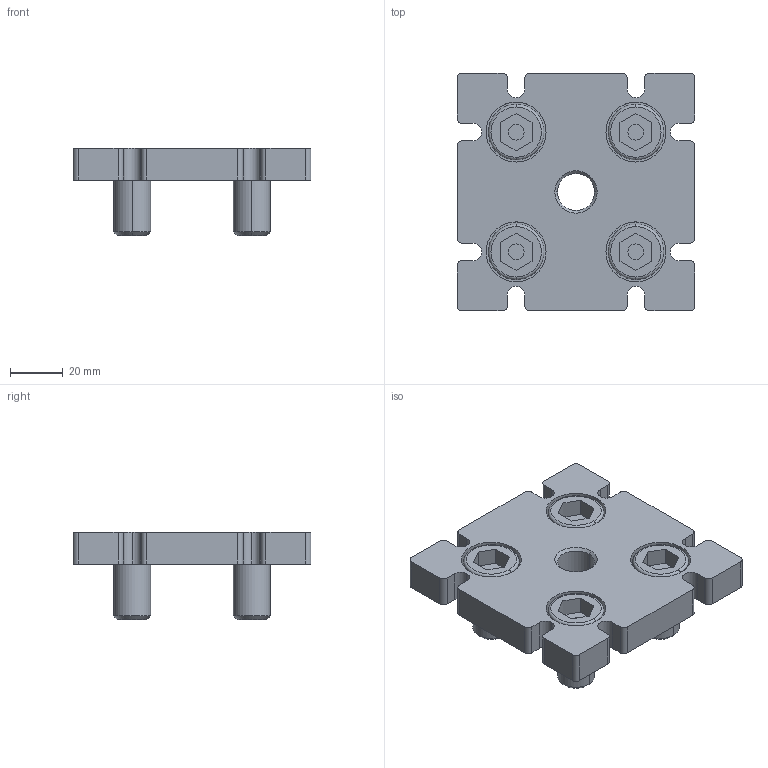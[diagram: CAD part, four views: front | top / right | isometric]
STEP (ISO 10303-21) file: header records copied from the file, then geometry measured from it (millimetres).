
FILE_DESCRIPTION (( 'STEP AP214' ), '1' );
FILE_NAME ('X19 Àäàïòåð 90õ90 (öèíê) äëÿ îïîðû Ì16.STEP', '2019-05-24T11:18:18', ( 'Windows User' ), ( '' ), 'SwSTEP 2.0', 'SolidWorks 2018', '' );
FILE_SCHEMA (( 'AUTOMOTIVE_DESIGN' ));
Length unit declared in the file: millimetre
Products named in the file (3): X19 Àäàïòåð 90õ90 (öèíê) äëÿ îïîðû Ì16; X19 Àäàïòåð 90õ90 (öèíê) äëÿ îïîðû Ì16_00; X19 Àäàïòåð 90õ90 (öèíê) äëÿ îïîðû Ì16, Âèíò(1)_M14x25
Assembly tree (5 placements, depth 2):
  X19 Àäàïòåð 90õ90 (öèíê) äëÿ îïîðû Ì16
    X19 Àäàïòåð 90õ90 (öèíê) äëÿ îïîðû Ì16_00
    X19 Àäàïòåð 90õ90 (öèíê) äëÿ îïîðû Ì16, Âèíò(1)_M14x25  x4
Bounding box: 89.8 x 89.8 x 33 mm (x, y, z)
Volume: 96504.5 mm3; surface area: 32670.6 mm2
Topology: 5 solids, 5 shells, 202 faces, 476 edges, 308 vertices
Faces by surface type: cylinder 88, plane 86, torus 16, cone 12
Entity records: 4218 total; most frequent: DIRECTION 768, CARTESIAN_POINT 691, ORIENTED_EDGE 664, EDGE_CURVE 332, AXIS2_PLACEMENT_3D 295, VERTEX_POINT 218, LINE 178, VECTOR 178
